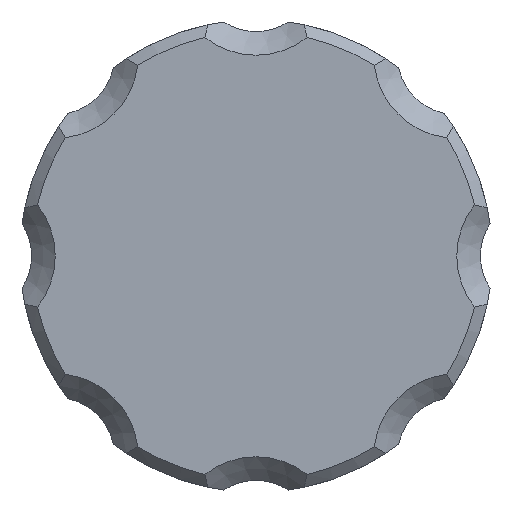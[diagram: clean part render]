
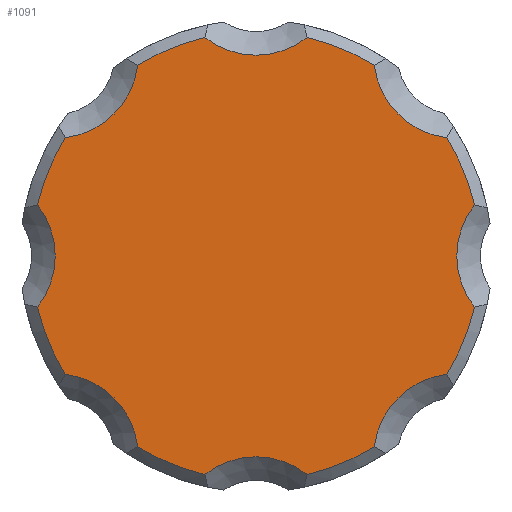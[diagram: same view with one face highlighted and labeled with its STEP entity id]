
A CAD part, left-side view. The second image highlights one B-rep face of the part: STEP entity #1091.
In plain terms, the highlighted planar face has unit normal (-1, 0, 0).
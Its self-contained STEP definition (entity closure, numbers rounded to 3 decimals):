
#57=PLANE('',#1221);
#171=CIRCLE('',#1222,3.5);
#172=CIRCLE('',#1223,9.5);
#173=CIRCLE('',#1224,3.5);
#174=CIRCLE('',#1225,9.5);
#175=CIRCLE('',#1226,3.5);
#176=CIRCLE('',#1227,9.5);
#177=CIRCLE('',#1228,3.5);
#178=CIRCLE('',#1229,9.5);
#179=CIRCLE('',#1230,3.5);
#180=CIRCLE('',#1231,9.5);
#181=CIRCLE('',#1232,3.5);
#182=CIRCLE('',#1233,9.5);
#183=CIRCLE('',#1234,3.5);
#184=CIRCLE('',#1235,9.5);
#185=CIRCLE('',#1236,3.5);
#186=CIRCLE('',#1237,9.5);
#287=ORIENTED_EDGE('',*,*,#613,.T.);
#288=ORIENTED_EDGE('',*,*,#614,.T.);
#289=ORIENTED_EDGE('',*,*,#615,.T.);
#290=ORIENTED_EDGE('',*,*,#616,.T.);
#291=ORIENTED_EDGE('',*,*,#617,.T.);
#292=ORIENTED_EDGE('',*,*,#618,.T.);
#293=ORIENTED_EDGE('',*,*,#619,.T.);
#294=ORIENTED_EDGE('',*,*,#620,.T.);
#295=ORIENTED_EDGE('',*,*,#621,.T.);
#296=ORIENTED_EDGE('',*,*,#622,.T.);
#297=ORIENTED_EDGE('',*,*,#623,.T.);
#298=ORIENTED_EDGE('',*,*,#624,.T.);
#299=ORIENTED_EDGE('',*,*,#625,.T.);
#300=ORIENTED_EDGE('',*,*,#626,.T.);
#301=ORIENTED_EDGE('',*,*,#627,.T.);
#302=ORIENTED_EDGE('',*,*,#628,.T.);
#613=EDGE_CURVE('',#769,#770,#171,.F.);
#614=EDGE_CURVE('',#770,#771,#172,.T.);
#615=EDGE_CURVE('',#771,#772,#173,.F.);
#616=EDGE_CURVE('',#772,#773,#174,.T.);
#617=EDGE_CURVE('',#773,#774,#175,.F.);
#618=EDGE_CURVE('',#774,#775,#176,.T.);
#619=EDGE_CURVE('',#775,#776,#177,.F.);
#620=EDGE_CURVE('',#776,#777,#178,.T.);
#621=EDGE_CURVE('',#777,#778,#179,.F.);
#622=EDGE_CURVE('',#778,#779,#180,.T.);
#623=EDGE_CURVE('',#779,#780,#181,.F.);
#624=EDGE_CURVE('',#780,#781,#182,.T.);
#625=EDGE_CURVE('',#781,#782,#183,.F.);
#626=EDGE_CURVE('',#782,#783,#184,.T.);
#627=EDGE_CURVE('',#783,#784,#185,.F.);
#628=EDGE_CURVE('',#784,#769,#186,.T.);
#769=VERTEX_POINT('',#1842);
#770=VERTEX_POINT('',#1843);
#771=VERTEX_POINT('',#1845);
#772=VERTEX_POINT('',#1847);
#773=VERTEX_POINT('',#1849);
#774=VERTEX_POINT('',#1851);
#775=VERTEX_POINT('',#1853);
#776=VERTEX_POINT('',#1855);
#777=VERTEX_POINT('',#1857);
#778=VERTEX_POINT('',#1859);
#779=VERTEX_POINT('',#1861);
#780=VERTEX_POINT('',#1863);
#781=VERTEX_POINT('',#1865);
#782=VERTEX_POINT('',#1867);
#783=VERTEX_POINT('',#1869);
#784=VERTEX_POINT('',#1871);
#936=EDGE_LOOP('',(#287,#288,#289,#290,#291,#292,#293,#294,#295,#296,#297,
#298,#299,#300,#301,#302));
#1006=FACE_BOUND('',#936,.T.);
#1091=ADVANCED_FACE('',(#1006),#57,.T.);
#1221=AXIS2_PLACEMENT_3D('',#1840,#1441,#1442);
#1222=AXIS2_PLACEMENT_3D('',#1841,#1443,#1444);
#1223=AXIS2_PLACEMENT_3D('',#1844,#1445,#1446);
#1224=AXIS2_PLACEMENT_3D('',#1846,#1447,#1448);
#1225=AXIS2_PLACEMENT_3D('',#1848,#1449,#1450);
#1226=AXIS2_PLACEMENT_3D('',#1850,#1451,#1452);
#1227=AXIS2_PLACEMENT_3D('',#1852,#1453,#1454);
#1228=AXIS2_PLACEMENT_3D('',#1854,#1455,#1456);
#1229=AXIS2_PLACEMENT_3D('',#1856,#1457,#1458);
#1230=AXIS2_PLACEMENT_3D('',#1858,#1459,#1460);
#1231=AXIS2_PLACEMENT_3D('',#1860,#1461,#1462);
#1232=AXIS2_PLACEMENT_3D('',#1862,#1463,#1464);
#1233=AXIS2_PLACEMENT_3D('',#1864,#1465,#1466);
#1234=AXIS2_PLACEMENT_3D('',#1866,#1467,#1468);
#1235=AXIS2_PLACEMENT_3D('',#1868,#1469,#1470);
#1236=AXIS2_PLACEMENT_3D('',#1870,#1471,#1472);
#1237=AXIS2_PLACEMENT_3D('',#1872,#1473,#1474);
#1441=DIRECTION('',(-1.,0.,0.));
#1442=DIRECTION('',(0.,-1.,0.));
#1443=DIRECTION('',(-1.,0.,0.));
#1444=DIRECTION('',(0.,-1.,0.));
#1445=DIRECTION('',(-1.,0.,0.));
#1446=DIRECTION('',(0.,-1.,0.));
#1447=DIRECTION('',(-1.,0.,0.));
#1448=DIRECTION('',(0.,-1.,0.));
#1449=DIRECTION('',(-1.,0.,0.));
#1450=DIRECTION('',(0.,-1.,0.));
#1451=DIRECTION('',(-1.,0.,0.));
#1452=DIRECTION('',(0.,-1.,0.));
#1453=DIRECTION('',(-1.,0.,0.));
#1454=DIRECTION('',(0.,-1.,0.));
#1455=DIRECTION('',(-1.,0.,0.));
#1456=DIRECTION('',(0.,-1.,0.));
#1457=DIRECTION('',(-1.,0.,0.));
#1458=DIRECTION('',(0.,-1.,0.));
#1459=DIRECTION('',(-1.,0.,0.));
#1460=DIRECTION('',(0.,-1.,0.));
#1461=DIRECTION('',(-1.,0.,0.));
#1462=DIRECTION('',(0.,-1.,0.));
#1463=DIRECTION('',(-1.,0.,0.));
#1464=DIRECTION('',(0.,-1.,0.));
#1465=DIRECTION('',(-1.,0.,0.));
#1466=DIRECTION('',(0.,-1.,0.));
#1467=DIRECTION('',(-1.,0.,0.));
#1468=DIRECTION('',(0.,-1.,0.));
#1469=DIRECTION('',(-1.,0.,0.));
#1470=DIRECTION('',(0.,-1.,0.));
#1471=DIRECTION('',(-1.,0.,0.));
#1472=DIRECTION('',(0.,-1.,0.));
#1473=DIRECTION('',(-1.,0.,0.));
#1474=DIRECTION('',(0.,-1.,0.));
#1840=CARTESIAN_POINT('',(-35.131,-213.023,348.408));
#1841=CARTESIAN_POINT('',(-35.131,-178.639,240.908));
#1842=CARTESIAN_POINT('',(-35.131,-181.389,243.073));
#1843=CARTESIAN_POINT('',(-35.131,-181.389,238.743));
#1844=CARTESIAN_POINT('',(-35.131,-190.639,240.908));
#1845=CARTESIAN_POINT('',(-35.131,-182.568,235.899));
#1846=CARTESIAN_POINT('',(-35.131,-182.154,232.423));
#1847=CARTESIAN_POINT('',(-35.131,-185.629,232.837));
#1848=CARTESIAN_POINT('',(-35.131,-190.639,240.908));
#1849=CARTESIAN_POINT('',(-35.131,-188.474,231.658));
#1850=CARTESIAN_POINT('',(-35.131,-190.639,228.908));
#1851=CARTESIAN_POINT('',(-35.131,-192.804,231.658));
#1852=CARTESIAN_POINT('',(-35.131,-190.639,240.908));
#1853=CARTESIAN_POINT('',(-35.131,-195.649,232.837));
#1854=CARTESIAN_POINT('',(-35.131,-199.125,232.423));
#1855=CARTESIAN_POINT('',(-35.131,-198.711,235.899));
#1856=CARTESIAN_POINT('',(-35.131,-190.639,240.908));
#1857=CARTESIAN_POINT('',(-35.131,-199.889,238.743));
#1858=CARTESIAN_POINT('',(-35.131,-202.639,240.908));
#1859=CARTESIAN_POINT('',(-35.131,-199.889,243.073));
#1860=CARTESIAN_POINT('',(-35.131,-190.639,240.908));
#1861=CARTESIAN_POINT('',(-35.131,-198.711,245.918));
#1862=CARTESIAN_POINT('',(-35.131,-199.125,249.394));
#1863=CARTESIAN_POINT('',(-35.131,-195.649,248.98));
#1864=CARTESIAN_POINT('',(-35.131,-190.639,240.908));
#1865=CARTESIAN_POINT('',(-35.131,-192.804,250.158));
#1866=CARTESIAN_POINT('',(-35.131,-190.639,252.908));
#1867=CARTESIAN_POINT('',(-35.131,-188.474,250.158));
#1868=CARTESIAN_POINT('',(-35.131,-190.639,240.908));
#1869=CARTESIAN_POINT('',(-35.131,-185.629,248.98));
#1870=CARTESIAN_POINT('',(-35.131,-182.154,249.394));
#1871=CARTESIAN_POINT('',(-35.131,-182.568,245.918));
#1872=CARTESIAN_POINT('',(-35.131,-190.639,240.908));
